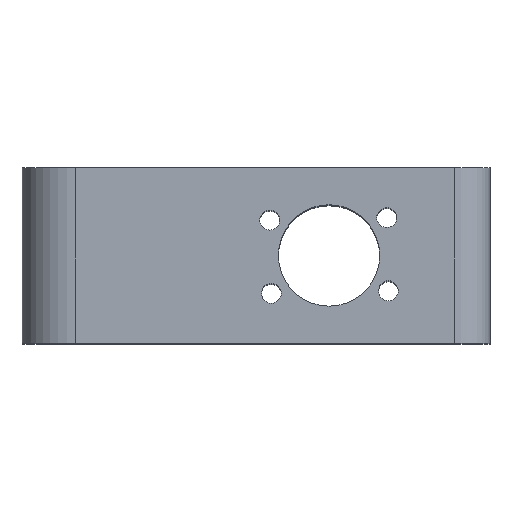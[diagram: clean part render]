
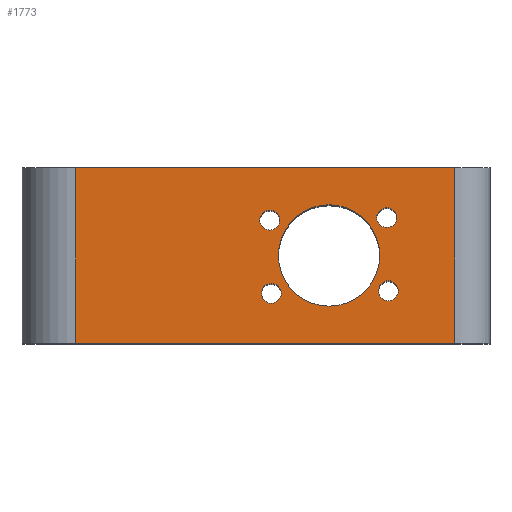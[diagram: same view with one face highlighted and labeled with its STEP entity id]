
A CAD part, top view. The second image highlights one B-rep face of the part: STEP entity #1773.
In plain terms, the highlighted planar face has unit normal (0, 0, 1).
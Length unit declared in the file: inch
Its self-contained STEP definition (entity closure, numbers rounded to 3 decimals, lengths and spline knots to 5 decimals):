
#6 = EDGE_CURVE ( 'NONE', #1755, #238, #392, .T. ) ;
#13 = CARTESIAN_POINT ( 'NONE',  ( 1.74297, 1.07347, -0.375 ) ) ;
#57 = CARTESIAN_POINT ( 'NONE',  ( -1.125, 0., -0.375 ) ) ;
#74 = DIRECTION ( 'NONE',  ( -1., 0., 0. ) ) ;
#79 = CIRCLE ( 'NONE', #1578, 0.43307 ) ;
#139 = AXIS2_PLACEMENT_3D ( 'NONE', #820, #1144, #1153 ) ;
#157 = DIRECTION ( 'NONE',  ( 0., 0., -1. ) ) ;
#166 = FACE_OUTER_BOUND ( 'NONE', #855, .T. ) ;
#172 = VERTEX_POINT ( 'NONE', #1756 ) ;
#175 = CIRCLE ( 'NONE', #1138, 0.08475 ) ;
#189 = FACE_BOUND ( 'NONE', #933, .T. ) ;
#192 = LINE ( 'NONE', #57, #1002 ) ;
#230 = EDGE_CURVE ( 'NONE', #409, #325, #908, .T. ) ;
#238 = VERTEX_POINT ( 'NONE', #683 ) ;
#247 = CARTESIAN_POINT ( 'NONE',  ( 0.84178, 0.42653, -0.375 ) ) ;
#265 = VECTOR ( 'NONE', #1637, 39.37008 ) ;
#279 = CARTESIAN_POINT ( 'NONE',  ( -0.91481, 0., -0.375 ) ) ;
#325 = VERTEX_POINT ( 'NONE', #1465 ) ;
#331 = EDGE_CURVE ( 'NONE', #238, #1755, #1104, .T. ) ;
#342 = ORIENTED_EDGE ( 'NONE', *, *, #995, .T. ) ;
#345 = ORIENTED_EDGE ( 'NONE', *, *, #559, .T. ) ;
#350 = DIRECTION ( 'NONE',  ( 1., 0., 0. ) ) ;
#379 = CARTESIAN_POINT ( 'NONE',  ( 1.75678, 0.44863, -0.375 ) ) ;
#385 = VERTEX_POINT ( 'NONE', #1789 ) ;
#392 = CIRCLE ( 'NONE', #1136, 0.08475 ) ;
#401 = ORIENTED_EDGE ( 'NONE', *, *, #433, .T. ) ;
#408 = LINE ( 'NONE', #1033, #265 ) ;
#409 = VERTEX_POINT ( 'NONE', #247 ) ;
#423 = DIRECTION ( 'NONE',  ( 0., 0., -1. ) ) ;
#433 = EDGE_CURVE ( 'NONE', #552, #511, #408, .T. ) ;
#472 = ORIENTED_EDGE ( 'NONE', *, *, #884, .T. ) ;
#480 = VERTEX_POINT ( 'NONE', #1066 ) ;
#484 = FACE_BOUND ( 'NONE', #1768, .T. ) ;
#511 = VERTEX_POINT ( 'NONE', #279 ) ;
#552 = VERTEX_POINT ( 'NONE', #1376 ) ;
#559 = EDGE_CURVE ( 'NONE', #1775, #385, #585, .T. ) ;
#585 = CIRCLE ( 'NONE', #615, 0.08475 ) ;
#606 = CARTESIAN_POINT ( 'NONE',  ( 1.68307, 0.75, -0.375 ) ) ;
#615 = AXIS2_PLACEMENT_3D ( 'NONE', #925, #1535, #1384 ) ;
#619 = CARTESIAN_POINT ( 'NONE',  ( 0.82797, 1.05137, -0.375 ) ) ;
#625 = ORIENTED_EDGE ( 'NONE', *, *, #1751, .T. ) ;
#626 = CARTESIAN_POINT ( 'NONE',  ( 1.25, 0.75, -0.375 ) ) ;
#645 = CARTESIAN_POINT ( 'NONE',  ( 1.84153, 0.44863, -0.375 ) ) ;
#670 = DIRECTION ( 'NONE',  ( -1., 0., 0. ) ) ;
#683 = CARTESIAN_POINT ( 'NONE',  ( 1.65822, 1.07347, -0.375 ) ) ;
#709 = AXIS2_PLACEMENT_3D ( 'NONE', #1372, #1027, #919 ) ;
#761 = DIRECTION ( 'NONE',  ( 0., 0., -1. ) ) ;
#780 = ORIENTED_EDGE ( 'NONE', *, *, #230, .T. ) ;
#788 = CARTESIAN_POINT ( 'NONE',  ( 2.325, 1.5, -0.375 ) ) ;
#796 = FACE_BOUND ( 'NONE', #1857, .T. ) ;
#804 = CIRCLE ( 'NONE', #709, 0.08475 ) ;
#820 = CARTESIAN_POINT ( 'NONE',  ( 1.25, 0.75, -0.375 ) ) ;
#837 = DIRECTION ( 'NONE',  ( 0., 0., -1. ) ) ;
#855 = EDGE_LOOP ( 'NONE', ( #1364, #401, #472, #625 ) ) ;
#859 = ORIENTED_EDGE ( 'NONE', *, *, #6, .T. ) ;
#874 = AXIS2_PLACEMENT_3D ( 'NONE', #1689, #761, #1413 ) ;
#884 = EDGE_CURVE ( 'NONE', #511, #480, #192, .T. ) ;
#908 = CIRCLE ( 'NONE', #1420, 0.08475 ) ;
#912 = AXIS2_PLACEMENT_3D ( 'NONE', #1168, #837, #1015 ) ;
#919 = DIRECTION ( 'NONE',  ( -1., 0., 0. ) ) ;
#924 = EDGE_CURVE ( 'NONE', #1781, #172, #1258, .T. ) ;
#925 = CARTESIAN_POINT ( 'NONE',  ( 1.75678, 0.44863, -0.375 ) ) ;
#933 = EDGE_LOOP ( 'NONE', ( #342, #345 ) ) ;
#980 = DIRECTION ( 'NONE',  ( -1., 0., 0. ) ) ;
#995 = EDGE_CURVE ( 'NONE', #385, #1775, #1132, .T. ) ;
#1002 = VECTOR ( 'NONE', #350, 39.37008 ) ;
#1005 = CIRCLE ( 'NONE', #1890, 0.08475 ) ;
#1015 = DIRECTION ( 'NONE',  ( -1., 0., 0. ) ) ;
#1027 = DIRECTION ( 'NONE',  ( 0., 0., -1. ) ) ;
#1033 = CARTESIAN_POINT ( 'NONE',  ( -0.91481, 0., -0.375 ) ) ;
#1042 = DIRECTION ( 'NONE',  ( -1., 0., 0. ) ) ;
#1066 = CARTESIAN_POINT ( 'NONE',  ( 2.325, 0., -0.375 ) ) ;
#1089 = DIRECTION ( 'NONE',  ( 0., 1., 0. ) ) ;
#1094 = EDGE_CURVE ( 'NONE', #552, #1810, #1320, .T. ) ;
#1104 = CIRCLE ( 'NONE', #912, 0.08475 ) ;
#1108 = CARTESIAN_POINT ( 'NONE',  ( 1.82772, 1.07347, -0.375 ) ) ;
#1128 = EDGE_CURVE ( 'NONE', #1788, #1897, #804, .T. ) ;
#1132 = CIRCLE ( 'NONE', #1889, 0.08475 ) ;
#1136 = AXIS2_PLACEMENT_3D ( 'NONE', #13, #1244, #1216 ) ;
#1138 = AXIS2_PLACEMENT_3D ( 'NONE', #1901, #1319, #74 ) ;
#1144 = DIRECTION ( 'NONE',  ( 0., 0., -1. ) ) ;
#1153 = DIRECTION ( 'NONE',  ( -1., 0., 0. ) ) ;
#1168 = CARTESIAN_POINT ( 'NONE',  ( 1.74297, 1.07347, -0.375 ) ) ;
#1192 = CARTESIAN_POINT ( 'NONE',  ( 0.75703, 0.42653, -0.375 ) ) ;
#1216 = DIRECTION ( 'NONE',  ( -1., 0., 0. ) ) ;
#1221 = EDGE_CURVE ( 'NONE', #325, #409, #1005, .T. ) ;
#1237 = ORIENTED_EDGE ( 'NONE', *, *, #1500, .T. ) ;
#1244 = DIRECTION ( 'NONE',  ( 0., 0., -1. ) ) ;
#1258 = CIRCLE ( 'NONE', #139, 0.43307 ) ;
#1273 = EDGE_LOOP ( 'NONE', ( #1237, #1721 ) ) ;
#1312 = DIRECTION ( 'NONE',  ( 0., 0., -1. ) ) ;
#1319 = DIRECTION ( 'NONE',  ( 0., 0., -1. ) ) ;
#1320 = LINE ( 'NONE', #1735, #1613 ) ;
#1364 = ORIENTED_EDGE ( 'NONE', *, *, #1094, .F. ) ;
#1372 = CARTESIAN_POINT ( 'NONE',  ( 0.74322, 1.05137, -0.375 ) ) ;
#1373 = ORIENTED_EDGE ( 'NONE', *, *, #924, .T. ) ;
#1376 = CARTESIAN_POINT ( 'NONE',  ( -0.91481, 1.5, -0.375 ) ) ;
#1384 = DIRECTION ( 'NONE',  ( -1., 0., 0. ) ) ;
#1413 = DIRECTION ( 'NONE',  ( -1., 0., 0. ) ) ;
#1420 = AXIS2_PLACEMENT_3D ( 'NONE', #1569, #1441, #670 ) ;
#1441 = DIRECTION ( 'NONE',  ( 0., 0., -1. ) ) ;
#1465 = CARTESIAN_POINT ( 'NONE',  ( 0.67228, 0.42653, -0.375 ) ) ;
#1487 = VECTOR ( 'NONE', #1089, 39.37008 ) ;
#1500 = EDGE_CURVE ( 'NONE', #1897, #1788, #175, .T. ) ;
#1531 = FACE_BOUND ( 'NONE', #1273, .T. ) ;
#1535 = DIRECTION ( 'NONE',  ( 0., 0., -1. ) ) ;
#1538 = DIRECTION ( 'NONE',  ( -1., 0., 0. ) ) ;
#1543 = ORIENTED_EDGE ( 'NONE', *, *, #331, .T. ) ;
#1544 = PLANE ( 'NONE',  #874 ) ;
#1556 = FACE_BOUND ( 'NONE', #1602, .T. ) ;
#1569 = CARTESIAN_POINT ( 'NONE',  ( 0.75703, 0.42653, -0.375 ) ) ;
#1578 = AXIS2_PLACEMENT_3D ( 'NONE', #626, #157, #1538 ) ;
#1590 = DIRECTION ( 'NONE',  ( 1., 0., 0. ) ) ;
#1602 = EDGE_LOOP ( 'NONE', ( #1731, #780 ) ) ;
#1613 = VECTOR ( 'NONE', #1590, 39.37008 ) ;
#1637 = DIRECTION ( 'NONE',  ( 0., -1., 0. ) ) ;
#1679 = LINE ( 'NONE', #1712, #1487 ) ;
#1689 = CARTESIAN_POINT ( 'NONE',  ( -1.125, 1.5, -0.375 ) ) ;
#1712 = CARTESIAN_POINT ( 'NONE',  ( 2.325, 1.5, -0.375 ) ) ;
#1714 = EDGE_CURVE ( 'NONE', #172, #1781, #79, .T. ) ;
#1721 = ORIENTED_EDGE ( 'NONE', *, *, #1128, .T. ) ;
#1731 = ORIENTED_EDGE ( 'NONE', *, *, #1221, .T. ) ;
#1735 = CARTESIAN_POINT ( 'NONE',  ( -1.125, 1.5, -0.375 ) ) ;
#1751 = EDGE_CURVE ( 'NONE', #480, #1810, #1679, .T. ) ;
#1755 = VERTEX_POINT ( 'NONE', #1108 ) ;
#1756 = CARTESIAN_POINT ( 'NONE',  ( 0.81693, 0.75, -0.375 ) ) ;
#1760 = ORIENTED_EDGE ( 'NONE', *, *, #1714, .T. ) ;
#1768 = EDGE_LOOP ( 'NONE', ( #1543, #859 ) ) ;
#1773 = ADVANCED_FACE ( 'NONE', ( #484, #189, #1556, #1531, #796, #166 ), #1544, .F. ) ;
#1775 = VERTEX_POINT ( 'NONE', #645 ) ;
#1781 = VERTEX_POINT ( 'NONE', #606 ) ;
#1788 = VERTEX_POINT ( 'NONE', #619 ) ;
#1789 = CARTESIAN_POINT ( 'NONE',  ( 1.67203, 0.44863, -0.375 ) ) ;
#1810 = VERTEX_POINT ( 'NONE', #788 ) ;
#1857 = EDGE_LOOP ( 'NONE', ( #1760, #1373 ) ) ;
#1877 = CARTESIAN_POINT ( 'NONE',  ( 0.65847, 1.05137, -0.375 ) ) ;
#1889 = AXIS2_PLACEMENT_3D ( 'NONE', #379, #1312, #980 ) ;
#1890 = AXIS2_PLACEMENT_3D ( 'NONE', #1192, #423, #1042 ) ;
#1897 = VERTEX_POINT ( 'NONE', #1877 ) ;
#1901 = CARTESIAN_POINT ( 'NONE',  ( 0.74322, 1.05137, -0.375 ) ) ;
